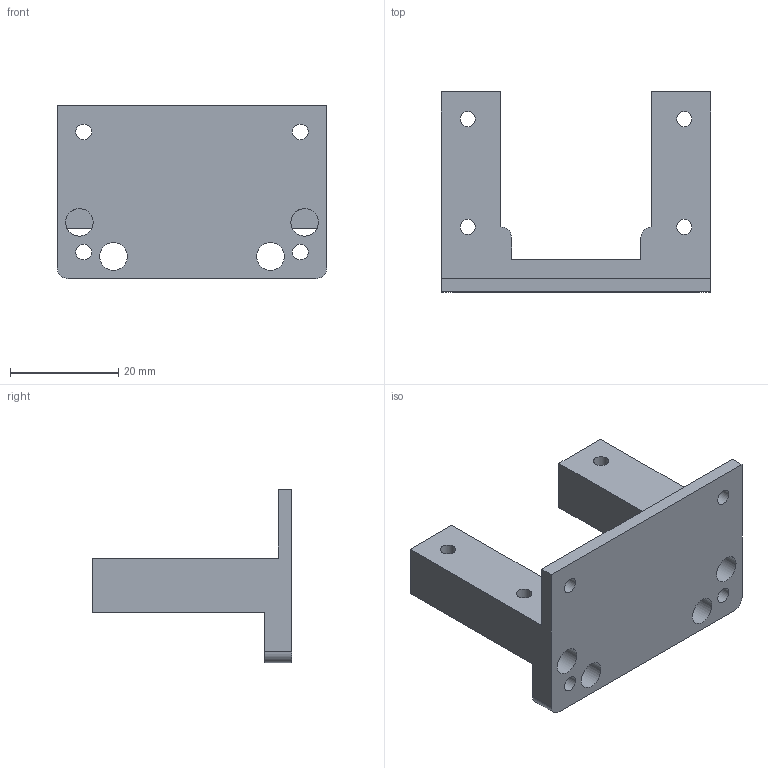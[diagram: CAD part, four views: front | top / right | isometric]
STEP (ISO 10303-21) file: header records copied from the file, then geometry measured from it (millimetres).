
FILE_DESCRIPTION(/* description */ (''),/* implementation_level */ '2;1');
FILE_NAME(/* name */ '30_CUBE_openSIM_DMD_Fixation_base.ipt.step',/* time_stamp */ '2022-11-29T08:17:39+01:00',/* author */ ('wanghaoran'),/* organization */ (''),/* preprocessor_version */ 'ST-DEVELOPER v18.1',/* originating_system */ 'Autodesk Inventor 2022',/* authorisation */ '');
FILE_SCHEMA (('AUTOMOTIVE_DESIGN { 1 0 10303 214 3 1 1 }'));
Length unit declared in the file: millimetre
Products named in the file (1): 30_CUBE_openSIM_DMD_Fixation_base
Bounding box: 49.8 x 36.92 x 32 mm (x, y, z)
Volume: 12915 mm3; surface area: 7349.3 mm2
Topology: 1 solids, 1 shells, 43 faces, 113 edges, 74 vertices
Faces by surface type: plane 23, cylinder 20
Full cylindrical faces by diameter (mm): 2.8 x4, 2.9 x4, 5.1 x4, 6 x4
Entity records: 1428 total; most frequent: DIRECTION 245, CARTESIAN_POINT 231, ORIENTED_EDGE 226, EDGE_CURVE 113, AXIS2_PLACEMENT_3D 88, VERTEX_POINT 74, EDGE_LOOP 69, LINE 69
